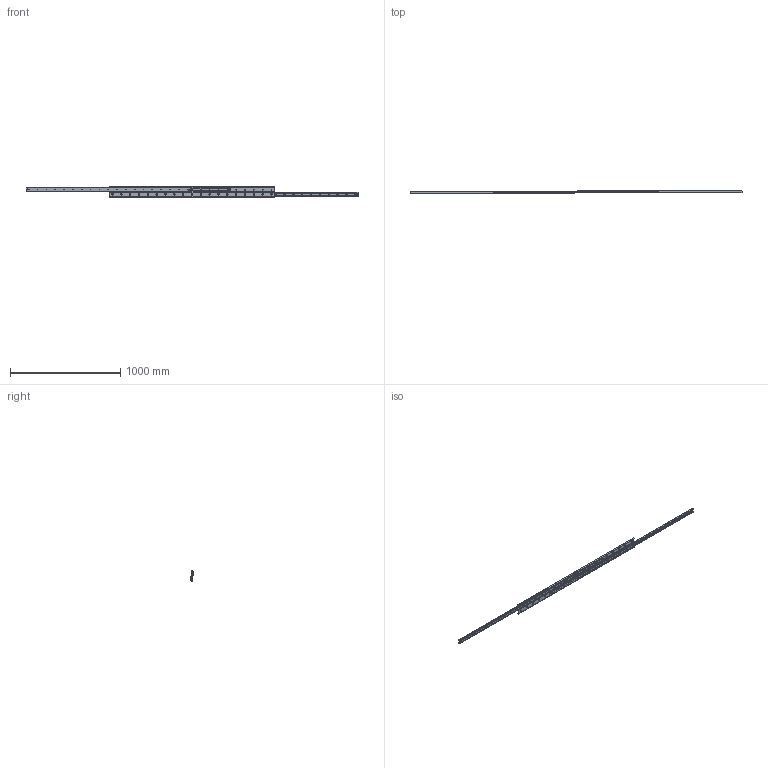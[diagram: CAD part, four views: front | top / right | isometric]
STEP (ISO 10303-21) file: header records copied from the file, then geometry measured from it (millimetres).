
FILE_DESCRIPTION((''),'2;1');
FILE_NAME('LCAS 35.E-1490.stp','2016-01-15T10:11:06',('MRathmann'),(''),'Autodesk Inventor 2012','Autodesk Inventor 2012','');
FILE_SCHEMA(('CONFIG_CONTROL_DESIGN'));
Length unit declared in the file: millimetre
Products named in the file (11): LCAS 35.E-1490.iam (Detailgenauigkeit1); ZP 35-1490.S; LCN 35-1490; LLMG 35-1090; KF.LCA 35-0728.GZ; + AP.L 35; # SP.L 35-5,5; + SP.L 35; + AG.L 28H-4,5; + AS.L 35 5x3,2; + VKB.L 35 5x10
Assembly tree (26 placements, depth 3):
  LCAS 35.E-1490.iam (Detailgenauigkeit1)
    ZP 35-1490.S
    LCN 35-1490  x2
    LLMG 35-1090  x2
    KF.LCA 35-0728.GZ  x2
    + AP.L 35  x4
    # SP.L 35-5,5  x4
      + SP.L 35
      + AG.L 28H-4,5
    + AS.L 35 5x3,2  x4
    + VKB.L 35 5x10  x4
Bounding box: 3009 x 22.5 x 97 mm (x, y, z)
Volume: 1611459.9 mm3; surface area: 1051801.8 mm2
Topology: 31 solids, 31 shells, 852 faces, 2174 edges, 1380 vertices
Faces by surface type: plane 444, cylinder 268, cone 140
Full cylindrical faces by diameter (mm): 0.3 x8, 2.459 x3, 3 x20, 3.242 x7, 4 x8, 4.2 x4, 4.5 x4, 4.8 x4, 4.917 x28, 5 x12, 6 x4, 6.6 x38, 7.5 x38, 8 x4
Entity records: 11574 total; most frequent: DIRECTION 2008, CARTESIAN_POINT 1971, ORIENTED_EDGE 1566, AXIS2_PLACEMENT_3D 812, EDGE_CURVE 783, EDGE_LOOP 774, VERTEX_POINT 599, FACE_BOUND 390
